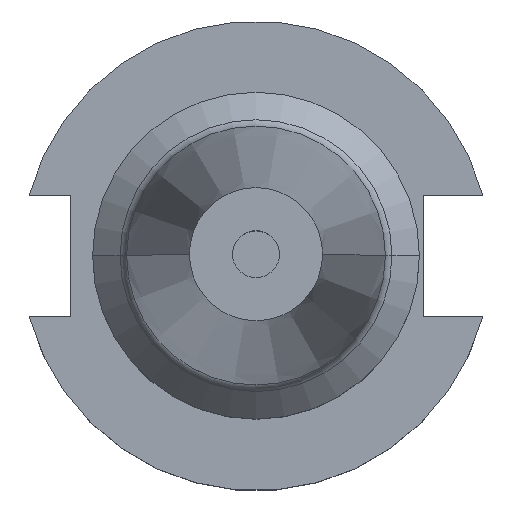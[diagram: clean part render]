
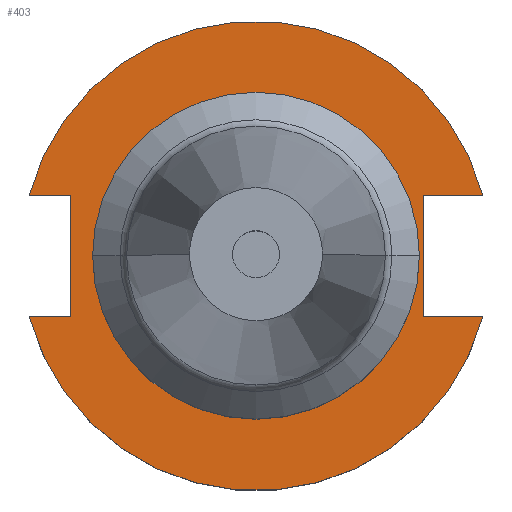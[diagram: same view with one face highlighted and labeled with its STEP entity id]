
A CAD part, top view. The second image highlights one B-rep face of the part: STEP entity #403.
In plain terms, the highlighted planar face has unit normal (0, 0, 1).
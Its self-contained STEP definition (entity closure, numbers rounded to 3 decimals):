
#17 = ORIENTED_EDGE ( 'NONE', *, *, #1050, .T. ) ;
#29 = CARTESIAN_POINT ( 'NONE',  ( 0., 8.191, 19.05 ) ) ;
#37 = DIRECTION ( 'NONE',  ( 1., 0., 0. ) ) ;
#56 = CARTESIAN_POINT ( 'NONE',  ( 22.606, 8.191, 19.05 ) ) ;
#76 = DIRECTION ( 'NONE',  ( 1., 0., 0. ) ) ;
#86 = DIRECTION ( 'NONE',  ( -1., 0., 0. ) ) ;
#99 = VERTEX_POINT ( 'NONE', #876 ) ;
#102 = AXIS2_PLACEMENT_3D ( 'NONE', #1122, #330, #1252 ) ;
#104 = DIRECTION ( 'NONE',  ( 0., -1., 0. ) ) ;
#110 = VECTOR ( 'NONE', #1239, 1000. ) ;
#118 = EDGE_CURVE ( 'NONE', #1499, #1089, #982, .T. ) ;
#124 = ORIENTED_EDGE ( 'NONE', *, *, #1010, .F. ) ;
#184 = VERTEX_POINT ( 'NONE', #676 ) ;
#234 = AXIS2_PLACEMENT_3D ( 'NONE', #1391, #862, #86 ) ;
#246 = VECTOR ( 'NONE', #1635, 1000. ) ;
#248 = VECTOR ( 'NONE', #1658, 1000. ) ;
#254 = EDGE_CURVE ( 'NONE', #569, #809, #1463, .T. ) ;
#261 = CIRCLE ( 'NONE', #1672, 31.75 ) ;
#273 = EDGE_CURVE ( 'NONE', #184, #1545, #737, .T. ) ;
#324 = CARTESIAN_POINT ( 'NONE',  ( -61.091, -8.191, 19.05 ) ) ;
#330 = DIRECTION ( 'NONE',  ( 0., 0., 1. ) ) ;
#403 = ADVANCED_FACE ( 'NONE', ( #1222, #518 ), #1652, .F. ) ;
#446 = CARTESIAN_POINT ( 'NONE',  ( 0., 0., 19.05 ) ) ;
#447 = CARTESIAN_POINT ( 'NONE',  ( 0., -8.191, 19.05 ) ) ;
#487 = CARTESIAN_POINT ( 'NONE',  ( 30.675, -8.191, 19.05 ) ) ;
#490 = EDGE_LOOP ( 'NONE', ( #1579, #1015, #1560, #1097, #1312, #1120, #1697, #17 ) ) ;
#518 = FACE_OUTER_BOUND ( 'NONE', #490, .T. ) ;
#569 = VERTEX_POINT ( 'NONE', #1620 ) ;
#580 = DIRECTION ( 'NONE',  ( 1., 0., 0. ) ) ;
#609 = DIRECTION ( 'NONE',  ( 1., 0., 0. ) ) ;
#636 = EDGE_CURVE ( 'NONE', #184, #1089, #1295, .T. ) ;
#676 = CARTESIAN_POINT ( 'NONE',  ( -30.675, -8.191, 19.05 ) ) ;
#718 = VECTOR ( 'NONE', #76, 1000. ) ;
#737 = CIRCLE ( 'NONE', #872, 31.75 ) ;
#754 = LINE ( 'NONE', #1509, #718 ) ;
#765 = VECTOR ( 'NONE', #1074, 1000. ) ;
#775 = CARTESIAN_POINT ( 'NONE',  ( -25.091, 8.191, 19.05 ) ) ;
#780 = LINE ( 'NONE', #447, #110 ) ;
#809 = VERTEX_POINT ( 'NONE', #56 ) ;
#814 = DIRECTION ( 'NONE',  ( 0., 0., 1. ) ) ;
#862 = DIRECTION ( 'NONE',  ( 0., 0., -1. ) ) ;
#863 = CARTESIAN_POINT ( 'NONE',  ( 22.1, 0., 19.05 ) ) ;
#872 = AXIS2_PLACEMENT_3D ( 'NONE', #997, #1654, #609 ) ;
#876 = CARTESIAN_POINT ( 'NONE',  ( 22.606, -8.191, 19.05 ) ) ;
#905 = EDGE_CURVE ( 'NONE', #569, #1287, #261, .T. ) ;
#982 = LINE ( 'NONE', #775, #1644 ) ;
#990 = EDGE_CURVE ( 'NONE', #99, #1545, #780, .T. ) ;
#997 = CARTESIAN_POINT ( 'NONE',  ( 0., 0., 19.05 ) ) ;
#1009 = CARTESIAN_POINT ( 'NONE',  ( -25.091, 8.191, 19.05 ) ) ;
#1010 = EDGE_CURVE ( 'NONE', #1453, #1649, #1444, .T. ) ;
#1015 = ORIENTED_EDGE ( 'NONE', *, *, #636, .F. ) ;
#1028 = AXIS2_PLACEMENT_3D ( 'NONE', #446, #1367, #580 ) ;
#1050 = EDGE_CURVE ( 'NONE', #1287, #1499, #754, .T. ) ;
#1071 = CARTESIAN_POINT ( 'NONE',  ( -25.091, -8.191, 19.05 ) ) ;
#1074 = DIRECTION ( 'NONE',  ( -1., 0., 0. ) ) ;
#1089 = VERTEX_POINT ( 'NONE', #1071 ) ;
#1097 = ORIENTED_EDGE ( 'NONE', *, *, #990, .F. ) ;
#1120 = ORIENTED_EDGE ( 'NONE', *, *, #254, .F. ) ;
#1122 = CARTESIAN_POINT ( 'NONE',  ( 0., 0., 19.05 ) ) ;
#1222 = FACE_BOUND ( 'NONE', #1313, .T. ) ;
#1239 = DIRECTION ( 'NONE',  ( 1., 0., 0. ) ) ;
#1252 = DIRECTION ( 'NONE',  ( 1., 0., 0. ) ) ;
#1287 = VERTEX_POINT ( 'NONE', #1359 ) ;
#1295 = LINE ( 'NONE', #324, #246 ) ;
#1312 = ORIENTED_EDGE ( 'NONE', *, *, #1520, .T. ) ;
#1313 = EDGE_LOOP ( 'NONE', ( #124, #1330 ) ) ;
#1330 = ORIENTED_EDGE ( 'NONE', *, *, #1693, .F. ) ;
#1359 = CARTESIAN_POINT ( 'NONE',  ( -30.675, 8.191, 19.05 ) ) ;
#1367 = DIRECTION ( 'NONE',  ( 0., 0., 1. ) ) ;
#1376 = LINE ( 'NONE', #1664, #248 ) ;
#1391 = CARTESIAN_POINT ( 'NONE',  ( 0., 22.1, 19.05 ) ) ;
#1444 = CIRCLE ( 'NONE', #102, 22.1 ) ;
#1453 = VERTEX_POINT ( 'NONE', #863 ) ;
#1463 = LINE ( 'NONE', #29, #765 ) ;
#1499 = VERTEX_POINT ( 'NONE', #1009 ) ;
#1509 = CARTESIAN_POINT ( 'NONE',  ( -61.091, 8.191, 19.05 ) ) ;
#1520 = EDGE_CURVE ( 'NONE', #99, #809, #1376, .T. ) ;
#1536 = CIRCLE ( 'NONE', #1028, 22.1 ) ;
#1545 = VERTEX_POINT ( 'NONE', #487 ) ;
#1560 = ORIENTED_EDGE ( 'NONE', *, *, #273, .T. ) ;
#1579 = ORIENTED_EDGE ( 'NONE', *, *, #118, .T. ) ;
#1604 = CARTESIAN_POINT ( 'NONE',  ( 0., 0., 19.05 ) ) ;
#1611 = CARTESIAN_POINT ( 'NONE',  ( -22.1, 0., 19.05 ) ) ;
#1620 = CARTESIAN_POINT ( 'NONE',  ( 30.675, 8.191, 19.05 ) ) ;
#1635 = DIRECTION ( 'NONE',  ( 1., 0., 0. ) ) ;
#1644 = VECTOR ( 'NONE', #104, 1000. ) ;
#1649 = VERTEX_POINT ( 'NONE', #1611 ) ;
#1652 = PLANE ( 'NONE',  #234 ) ;
#1654 = DIRECTION ( 'NONE',  ( 0., 0., 1. ) ) ;
#1658 = DIRECTION ( 'NONE',  ( 0., 1., 0. ) ) ;
#1664 = CARTESIAN_POINT ( 'NONE',  ( 22.606, 22.1, 19.05 ) ) ;
#1672 = AXIS2_PLACEMENT_3D ( 'NONE', #1604, #814, #37 ) ;
#1693 = EDGE_CURVE ( 'NONE', #1649, #1453, #1536, .T. ) ;
#1697 = ORIENTED_EDGE ( 'NONE', *, *, #905, .T. ) ;
